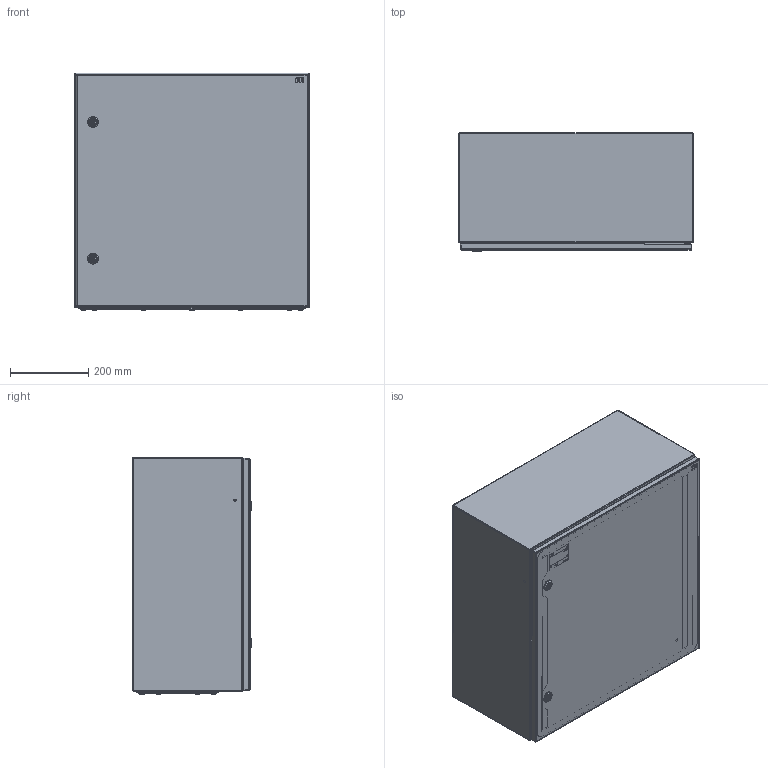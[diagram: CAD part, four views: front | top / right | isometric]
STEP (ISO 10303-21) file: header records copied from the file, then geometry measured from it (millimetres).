
FILE_DESCRIPTION((''),'2;1');
FILE_NAME('GT_60_60_30_ASM','2021-11-04T',('marketing.praksa'),('Audax d.o.o.'),'CREO PARAMETRIC BY PTC INC, 2017480','CREO PARAMETRIC BY PTC INC, 2017480','');
FILE_SCHEMA(('AUTOMOTIVE_DESIGN { 1 0 10303 214 1 1 1 1 }'));
Products named in the file (49): KOR_GT_60-60-30_1; PRZEPUST_1_2_3_4_5_6_7_8_9_1_14; ZAWIAS_1_2_3_4_5_6_7_8_9_10_11_; TULEJA_1_2_3_4_5_6_7_8_9_10_11_; PLYTA_1_2_3_4_5_6_7_8_9_10_11_1; NAKRETKA_M8_1_2_3_4_5_6_7_8__15; ZASLEPKA_10_7_1_2_3_4_5_6_7__14; DRZWI_1_2_3_4_5_6_7_8_9_68_1; DRZWI_1_2_3_4_5_6_7_8_9_69_1; ZAWIAS_3_ST47_002_ELEMENT-46432; ZAWIAS_3_ST47_002_ELEMENT-46433; DRZWI_1_2_3_4_5_6_7_8__70_1; DRZWI_1_2_3_4_5_6_7_8__71_1; DRZWI_1_2_3_4_5_6_7_8__72_1; 1_EB_1000-U6_H__KORPUS-46437_1; 1_EB_1000-U6_H__WK_ADKA-46438_1; 1_EB_1000-U6_H__SRUBA-46439_1; DRZWI_1_2_3_4_5_6_7_8__73_1; 1_EB_1000-U6_H__NAKR_TKA-46441_; DRZWI_1_2_3_4_5_6_7_8__74_1; 1_EB_1000-U6_H__KORPUS-46443_1; 1_EB_1000-U6_H__WK_ADKA-46444_1; 1_EB_1000-U6_H__SRUBA-46445_1; DRZWI_1_2_3_4_5_6_7_8__75_1; 1_EB_1000-U6_H__NAKR_TKA-46447_; DRZWI_1_2_3_4_5_6_7_8__76_1; DRZWI_1_2_3_4_5_6_7_8__77_1; DRZWI_1_2_3_4_5_6_7_8__78_1; ANSI_B27_7M_3CMI-4-46451_1; ANSI_B27_7M_3CMI-4-46452_1; DRZWI_1_2_3_4_5_6_7_8_80_1; ETI_LOGO_1_1_1_1_1_2_3_4_5_6_16; ETI_LOGO_2_1_1_1_1_2_3_4_5_6_16; ETI_LOGO_3_1_1_1_1_2_3_4_5_6_16; SCREWS_60-60-30_1_1; SCREWS_60-60-30_1_2; SCREWS_60-60-30_1_3; SCREWS_60-60-30_1_4; SCREWS_60-60-30_1_5; SCREWS_60-60-30_1_6 ...
Assembly tree (58 placements, depth 2):
  GT_60_60_30_ASM
    KOR_GT_60-60-30_1
    PRZEPUST_1_2_3_4_5_6_7_8_9_1_14
    ZAWIAS_1_2_3_4_5_6_7_8_9_10_11_  x2
    TULEJA_1_2_3_4_5_6_7_8_9_10_11_  x4
    PLYTA_1_2_3_4_5_6_7_8_9_10_11_1
    NAKRETKA_M8_1_2_3_4_5_6_7_8__15  x4
    ZASLEPKA_10_7_1_2_3_4_5_6_7__14  x4
    DRZWI_1_2_3_4_5_6_7_8_9_68_1
    DRZWI_1_2_3_4_5_6_7_8_9_69_1
    ZAWIAS_3_ST47_002_ELEMENT-46432
    ZAWIAS_3_ST47_002_ELEMENT-46433
    DRZWI_1_2_3_4_5_6_7_8__70_1
    DRZWI_1_2_3_4_5_6_7_8__71_1
    DRZWI_1_2_3_4_5_6_7_8__72_1
    1_EB_1000-U6_H__KORPUS-46437_1
    1_EB_1000-U6_H__WK_ADKA-46438_1
    1_EB_1000-U6_H__SRUBA-46439_1
    DRZWI_1_2_3_4_5_6_7_8__73_1
    1_EB_1000-U6_H__NAKR_TKA-46441_
    DRZWI_1_2_3_4_5_6_7_8__74_1
    1_EB_1000-U6_H__KORPUS-46443_1
    1_EB_1000-U6_H__WK_ADKA-46444_1
    1_EB_1000-U6_H__SRUBA-46445_1
    DRZWI_1_2_3_4_5_6_7_8__75_1
    1_EB_1000-U6_H__NAKR_TKA-46447_
    DRZWI_1_2_3_4_5_6_7_8__76_1
    DRZWI_1_2_3_4_5_6_7_8__77_1
    DRZWI_1_2_3_4_5_6_7_8__78_1
    ANSI_B27_7M_3CMI-4-46451_1
    ANSI_B27_7M_3CMI-4-46452_1
    DRZWI_1_2_3_4_5_6_7_8_80_1
    ETI_LOGO_1_1_1_1_1_2_3_4_5_6_16
    ETI_LOGO_2_1_1_1_1_2_3_4_5_6_16
    ETI_LOGO_3_1_1_1_1_2_3_4_5_6_16
    SCREWS_60-60-30_1_1
    SCREWS_60-60-30_1_2
    SCREWS_60-60-30_1_3
    SCREWS_60-60-30_1_4
    SCREWS_60-60-30_1_5
    SCREWS_60-60-30_1_6
    SCREWS_60-60-30_1_7
    SCREWS_60-60-30_1_8
    SCREWS_60-60-30_1_9
    SCREWS_60-60-30_1_10
    SCREWS_60-60-30_1_11
    SCREWS_60-60-30_1_12
    SCREWS_60-60-30_1_13
    SCREWS_60-60-30_1_14
Bounding box: 600 x 305.4 x 608.14 mm (x, y, z)
Volume: 3029657.8 mm3; surface area: 3965439.6 mm2
Topology: 58 solids, 58 shells, 3114 faces, 8537 edges, 5667 vertices
Faces by surface type: plane 1379, cylinder 1115, torus 188, cone 142, extrusion 136, bspline 94, sphere 60
Entity records: 114680 total; most frequent: CARTESIAN_POINT 22249, DIRECTION 13868, ORIENTED_EDGE 13554, PRESENTATION_STYLE_ASSIGNMENT 7332, STYLED_ITEM 7332, CURVE_STYLE 6777, EDGE_CURVE 6777, AXIS2_PLACEMENT_3D 5161
